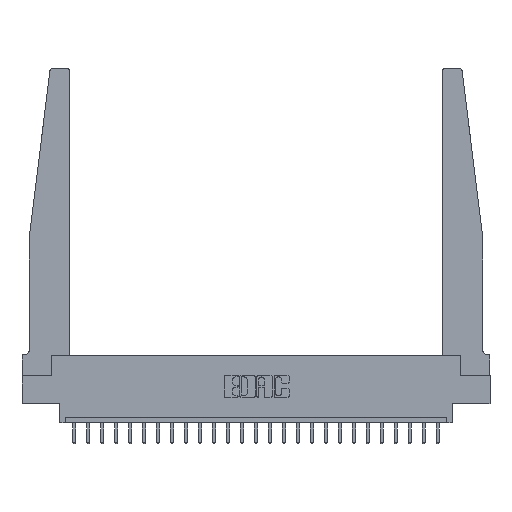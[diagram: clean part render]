
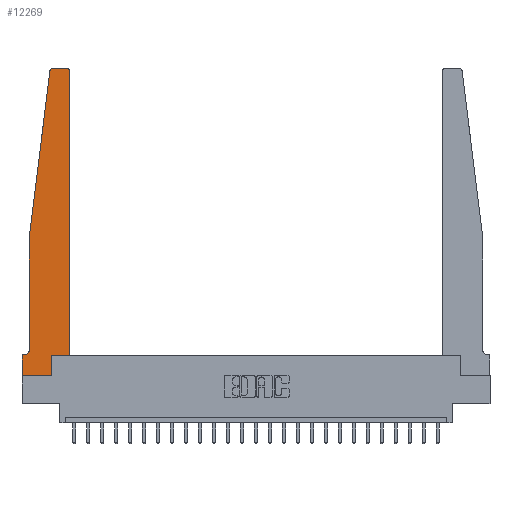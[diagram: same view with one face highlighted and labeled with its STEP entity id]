
A CAD part, top view. The second image highlights one B-rep face of the part: STEP entity #12269.
In plain terms, the highlighted planar face has unit normal (0, 0, 1).
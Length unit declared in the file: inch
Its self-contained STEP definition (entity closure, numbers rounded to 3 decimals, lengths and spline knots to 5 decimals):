
#219 = EDGE_CURVE ( 'NONE', #7643, #764, #11344, .T. ) ;
#439 = ORIENTED_EDGE ( 'NONE', *, *, #23013, .T. ) ;
#764 = VERTEX_POINT ( 'NONE', #1442 ) ;
#898 = CARTESIAN_POINT ( 'NONE',  ( 0.065, 0.1875, 0.37 ) ) ;
#941 = DIRECTION ( 'NONE',  ( 0., 0., 1. ) ) ;
#1049 = DIRECTION ( 'NONE',  ( -1., 0., 0. ) ) ;
#1207 = AXIS2_PLACEMENT_3D ( 'NONE', #5577, #13162, #20520 ) ;
#1293 = LINE ( 'NONE', #10909, #5644 ) ;
#1408 = DIRECTION ( 'NONE',  ( 0., 0., -1. ) ) ;
#1417 = EDGE_CURVE ( 'NONE', #11655, #16445, #6900, .T. ) ;
#1442 = CARTESIAN_POINT ( 'NONE',  ( 0.425, 2.72, 0.37 ) ) ;
#1875 = VECTOR ( 'NONE', #2760, 39.37008 ) ;
#1895 = EDGE_CURVE ( 'NONE', #14034, #19136, #4814, .T. ) ;
#2760 = DIRECTION ( 'NONE',  ( 1., 0., 0. ) ) ;
#3090 = CARTESIAN_POINT ( 'NONE',  ( 0., 0., 0.37 ) ) ;
#3727 = EDGE_CURVE ( 'NONE', #19281, #8394, #17029, .T. ) ;
#4306 = EDGE_CURVE ( 'NONE', #9747, #16303, #16335, .T. ) ;
#4319 = CARTESIAN_POINT ( 'NONE',  ( 0.065, 1.25, 0.37 ) ) ;
#4709 = PLANE ( 'NONE',  #16597 ) ;
#4814 = LINE ( 'NONE', #17328, #23789 ) ;
#4972 = EDGE_CURVE ( 'NONE', #18794, #13571, #10842, .T. ) ;
#4978 = AXIS2_PLACEMENT_3D ( 'NONE', #13941, #941, #21424 ) ;
#5020 = ORIENTED_EDGE ( 'NONE', *, *, #19420, .T. ) ;
#5456 = DIRECTION ( 'NONE',  ( -1., 0., 0. ) ) ;
#5577 = CARTESIAN_POINT ( 'NONE',  ( 0.395, 2.72, 0.37 ) ) ;
#5644 = VECTOR ( 'NONE', #14407, 39.37008 ) ;
#5673 = CARTESIAN_POINT ( 'NONE',  ( 0.425, 0.18, 0.37 ) ) ;
#6358 = CARTESIAN_POINT ( 'NONE',  ( 0.27653, 2.75, 0.37 ) ) ;
#6544 = CARTESIAN_POINT ( 'NONE',  ( 0., 0.1875, 0.37 ) ) ;
#6577 = CARTESIAN_POINT ( 'NONE',  ( 0.015, 0.1875, 0.37 ) ) ;
#6824 = CARTESIAN_POINT ( 'NONE',  ( 0., 0.1875, 0.37 ) ) ;
#6900 = LINE ( 'NONE', #12441, #16097 ) ;
#7093 = CARTESIAN_POINT ( 'NONE',  ( 0., 0., 0.37 ) ) ;
#7643 = VERTEX_POINT ( 'NONE', #5673 ) ;
#7652 = FACE_OUTER_BOUND ( 'NONE', #17002, .T. ) ;
#8394 = VERTEX_POINT ( 'NONE', #4319 ) ;
#8463 = ORIENTED_EDGE ( 'NONE', *, *, #21140, .T. ) ;
#9463 = ORIENTED_EDGE ( 'NONE', *, *, #1417, .T. ) ;
#9747 = VERTEX_POINT ( 'NONE', #12891 ) ;
#10436 = EDGE_CURVE ( 'NONE', #16445, #7643, #1293, .T. ) ;
#10505 = DIRECTION ( 'NONE',  ( -1., 0., 0. ) ) ;
#10520 = CARTESIAN_POINT ( 'NONE',  ( 0.425, 0.18, 0.37 ) ) ;
#10546 = ORIENTED_EDGE ( 'NONE', *, *, #4972, .T. ) ;
#10842 = CIRCLE ( 'NONE', #13135, 0.05 ) ;
#10909 = CARTESIAN_POINT ( 'NONE',  ( 0.425, 0.18, 0.37 ) ) ;
#11204 = CIRCLE ( 'NONE', #4978, 0.03 ) ;
#11344 = LINE ( 'NONE', #10520, #11909 ) ;
#11521 = LINE ( 'NONE', #23720, #12368 ) ;
#11624 = ORIENTED_EDGE ( 'NONE', *, *, #1895, .T. ) ;
#11655 = VERTEX_POINT ( 'NONE', #23597 ) ;
#11909 = VECTOR ( 'NONE', #15771, 39.37008 ) ;
#12016 = DIRECTION ( 'NONE',  ( 0., -1., 0. ) ) ;
#12269 = ADVANCED_FACE ( 'NONE', ( #7652 ), #4709, .T. ) ;
#12368 = VECTOR ( 'NONE', #16161, 39.37008 ) ;
#12441 = CARTESIAN_POINT ( 'NONE',  ( 0.2605, 0.18, 0.37 ) ) ;
#12446 = CARTESIAN_POINT ( 'NONE',  ( 0.015, 0.2375, 0.37 ) ) ;
#12620 = DIRECTION ( 'NONE',  ( 0., 1., 0. ) ) ;
#12891 = CARTESIAN_POINT ( 'NONE',  ( 0.395, 2.75, 0.37 ) ) ;
#13047 = CARTESIAN_POINT ( 'NONE',  ( 0.2605, 0.18, 0.37 ) ) ;
#13135 = AXIS2_PLACEMENT_3D ( 'NONE', #12446, #1408, #10505 ) ;
#13162 = DIRECTION ( 'NONE',  ( 0., 0., 1. ) ) ;
#13317 = EDGE_CURVE ( 'NONE', #8394, #18794, #11521, .T. ) ;
#13336 = LINE ( 'NONE', #898, #23366 ) ;
#13571 = VERTEX_POINT ( 'NONE', #6577 ) ;
#13941 = CARTESIAN_POINT ( 'NONE',  ( 0.27653, 2.72, 0.37 ) ) ;
#14034 = VERTEX_POINT ( 'NONE', #6824 ) ;
#14407 = DIRECTION ( 'NONE',  ( 1., 0., 0. ) ) ;
#15231 = ORIENTED_EDGE ( 'NONE', *, *, #13317, .T. ) ;
#15479 = ORIENTED_EDGE ( 'NONE', *, *, #219, .T. ) ;
#15616 = CARTESIAN_POINT ( 'NONE',  ( 0.065, 0.2375, 0.37 ) ) ;
#15771 = DIRECTION ( 'NONE',  ( 0., 1., 0. ) ) ;
#15783 = DIRECTION ( 'NONE',  ( 0., 0., 1. ) ) ;
#16057 = VECTOR ( 'NONE', #5456, 39.37008 ) ;
#16097 = VECTOR ( 'NONE', #12620, 39.37008 ) ;
#16161 = DIRECTION ( 'NONE',  ( 0., -1., 0. ) ) ;
#16303 = VERTEX_POINT ( 'NONE', #6358 ) ;
#16335 = LINE ( 'NONE', #22305, #16057 ) ;
#16445 = VERTEX_POINT ( 'NONE', #13047 ) ;
#16597 = AXIS2_PLACEMENT_3D ( 'NONE', #6544, #15783, #21461 ) ;
#17002 = EDGE_LOOP ( 'NONE', ( #18190, #18615, #23554, #15231, #10546, #8463, #11624, #5020, #9463, #18281, #15479, #439 ) ) ;
#17029 = LINE ( 'NONE', #19220, #20187 ) ;
#17328 = CARTESIAN_POINT ( 'NONE',  ( 0., 0., 0.37 ) ) ;
#18190 = ORIENTED_EDGE ( 'NONE', *, *, #4306, .T. ) ;
#18237 = EDGE_CURVE ( 'NONE', #16303, #19281, #11204, .T. ) ;
#18281 = ORIENTED_EDGE ( 'NONE', *, *, #10436, .T. ) ;
#18615 = ORIENTED_EDGE ( 'NONE', *, *, #18237, .T. ) ;
#18794 = VERTEX_POINT ( 'NONE', #15616 ) ;
#19136 = VERTEX_POINT ( 'NONE', #7093 ) ;
#19220 = CARTESIAN_POINT ( 'NONE',  ( 0.065, 1.25, 0.37 ) ) ;
#19281 = VERTEX_POINT ( 'NONE', #22557 ) ;
#19420 = EDGE_CURVE ( 'NONE', #19136, #11655, #19763, .T. ) ;
#19763 = LINE ( 'NONE', #3090, #1875 ) ;
#20187 = VECTOR ( 'NONE', #22822, 39.37008 ) ;
#20520 = DIRECTION ( 'NONE',  ( 1., 0., 0. ) ) ;
#20750 = CIRCLE ( 'NONE', #1207, 0.03 ) ;
#21140 = EDGE_CURVE ( 'NONE', #13571, #14034, #13336, .T. ) ;
#21424 = DIRECTION ( 'NONE',  ( 1., 0., 0. ) ) ;
#21461 = DIRECTION ( 'NONE',  ( 1., 0., 0. ) ) ;
#22305 = CARTESIAN_POINT ( 'NONE',  ( 0.25, 2.75, 0.37 ) ) ;
#22557 = CARTESIAN_POINT ( 'NONE',  ( 0.24675, 2.72367, 0.37 ) ) ;
#22822 = DIRECTION ( 'NONE',  ( -0.122, -0.992, 0. ) ) ;
#23013 = EDGE_CURVE ( 'NONE', #764, #9747, #20750, .T. ) ;
#23366 = VECTOR ( 'NONE', #1049, 39.37008 ) ;
#23554 = ORIENTED_EDGE ( 'NONE', *, *, #3727, .T. ) ;
#23597 = CARTESIAN_POINT ( 'NONE',  ( 0.2605, 0., 0.37 ) ) ;
#23720 = CARTESIAN_POINT ( 'NONE',  ( 0.065, 1.25, 0.37 ) ) ;
#23789 = VECTOR ( 'NONE', #12016, 39.37008 ) ;
